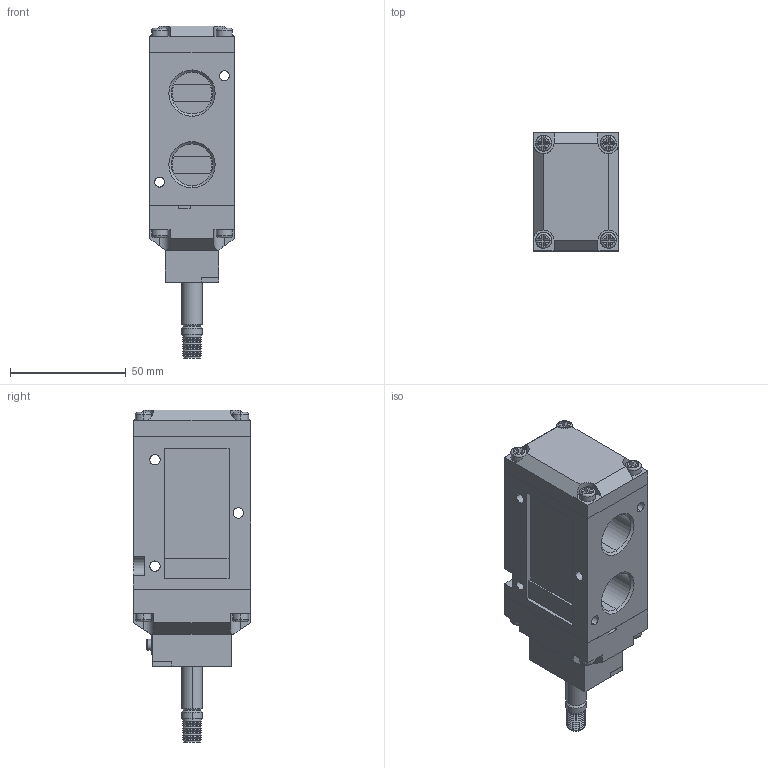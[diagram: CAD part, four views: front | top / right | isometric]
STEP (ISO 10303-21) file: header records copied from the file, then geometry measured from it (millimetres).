
FILE_DESCRIPTION (( 'STEP AP203' ), '1' );
FILE_NAME ('SF6601-IP.STEP', '2016-01-05T01:26:55', ( 'yrd8' ), ( '' ), 'SwSTEP 2.0', 'SolidWorks 2008', '' );
FILE_SCHEMA (( 'CONFIG_CONTROL_DESIGN' ));
Length unit declared in the file: millimetre
Products named in the file (5): SF6601-IP; SF6600 Body_ル遽; SF6000 Pilot_ル遽; SF6000 Semi Pilot_ル遽; SF6000 Body Cover_ル遽
Assembly tree (4 placements, depth 2):
  SF6601-IP
    SF6000 Pilot_ル遽
    SF6000 Semi Pilot_ル遽
    SF6000 Body Cover_ル遽
    SF6600 Body_ル遽
Bounding box: 36.5 x 51 x 143.5 mm (x, y, z)
Volume: 162340.2 mm3; surface area: 39452.9 mm2
Topology: 4 solids, 4 shells, 463 faces, 1195 edges, 770 vertices
Faces by surface type: plane 315, cylinder 84, cone 48, torus 16
Entity records: 14852 total; most frequent: CARTESIAN_POINT 3087, ORIENTED_EDGE 2390, DIRECTION 2247, EDGE_CURVE 1195, LINE 803, VECTOR 803, VERTEX_POINT 770, AXIS2_PLACEMENT_3D 722
